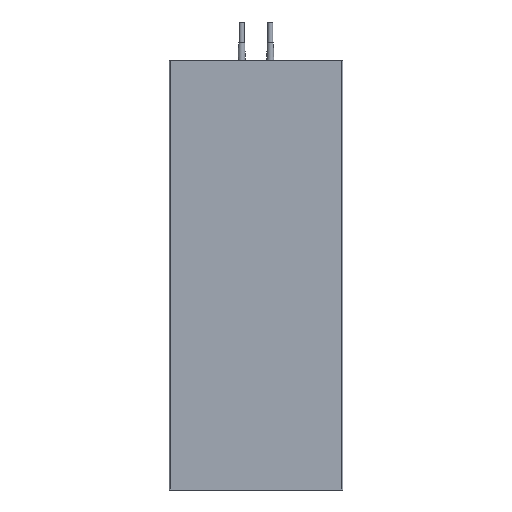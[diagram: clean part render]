
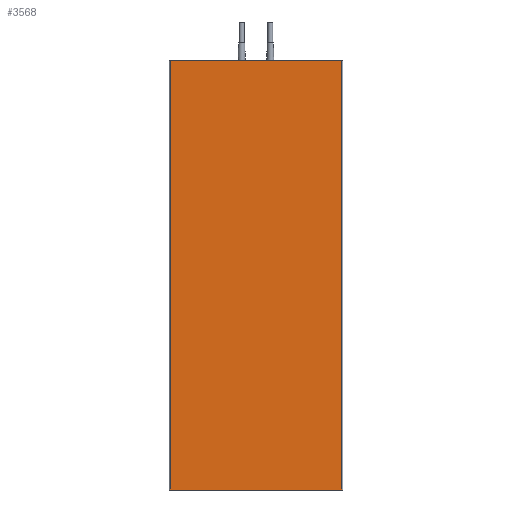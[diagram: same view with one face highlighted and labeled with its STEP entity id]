
A CAD part, front view. The second image highlights one B-rep face of the part: STEP entity #3568.
In plain terms, the highlighted planar face has unit normal (0, -1, 0).
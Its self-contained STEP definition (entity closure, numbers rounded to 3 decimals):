
#229=PLANE('',#3869);
#320=FACE_OUTER_BOUND('',#541,.T.);
#541=EDGE_LOOP('',(#2525,#2526,#2527,#2528));
#770=LINE('',#5489,#1008);
#797=LINE('',#5565,#1035);
#829=LINE('',#5635,#1067);
#830=LINE('',#5637,#1068);
#1008=VECTOR('',#4326,10.);
#1035=VECTOR('',#4381,10.);
#1067=VECTOR('',#4451,10.);
#1068=VECTOR('',#4454,10.);
#1494=VERTEX_POINT('',#5486);
#1495=VERTEX_POINT('',#5488);
#1529=VERTEX_POINT('',#5562);
#1530=VERTEX_POINT('',#5564);
#1848=EDGE_CURVE('',#1495,#1494,#770,.T.);
#1886=EDGE_CURVE('',#1529,#1530,#797,.T.);
#1925=EDGE_CURVE('',#1495,#1529,#829,.T.);
#1926=EDGE_CURVE('',#1530,#1494,#830,.T.);
#2525=ORIENTED_EDGE('',*,*,#1925,.F.);
#2526=ORIENTED_EDGE('',*,*,#1848,.T.);
#2527=ORIENTED_EDGE('',*,*,#1926,.F.);
#2528=ORIENTED_EDGE('',*,*,#1886,.F.);
#3568=ADVANCED_FACE('',(#320),#229,.F.);
#3869=AXIS2_PLACEMENT_3D('',#5636,#4452,#4453);
#4326=DIRECTION('',(1.,0.,0.));
#4381=DIRECTION('',(1.,0.,0.));
#4451=DIRECTION('',(0.,0.,1.));
#4452=DIRECTION('center_axis',(0.,1.,0.));
#4453=DIRECTION('ref_axis',(0.,0.,1.));
#4454=DIRECTION('',(0.,0.,-1.));
#5486=CARTESIAN_POINT('',(42.,-19.65,-210.));
#5488=CARTESIAN_POINT('',(-42.,-19.65,-210.));
#5489=CARTESIAN_POINT('',(21.,-19.65,-210.));
#5562=CARTESIAN_POINT('',(-42.,-19.65,0.));
#5564=CARTESIAN_POINT('',(42.,-19.65,0.));
#5565=CARTESIAN_POINT('',(21.,-19.65,0.));
#5635=CARTESIAN_POINT('',(-42.,-19.65,0.));
#5636=CARTESIAN_POINT('Origin',(42.,-19.65,0.));
#5637=CARTESIAN_POINT('',(42.,-19.65,0.));
